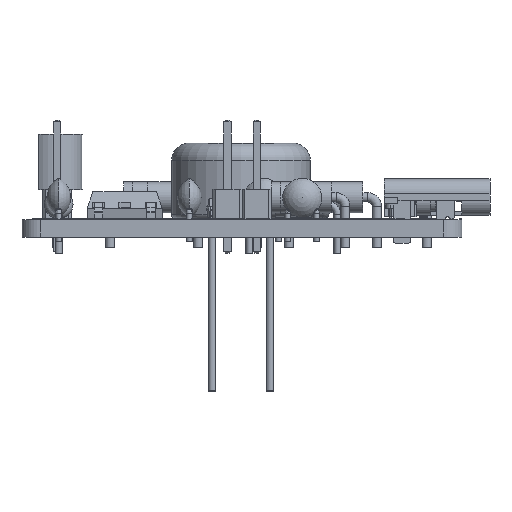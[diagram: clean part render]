
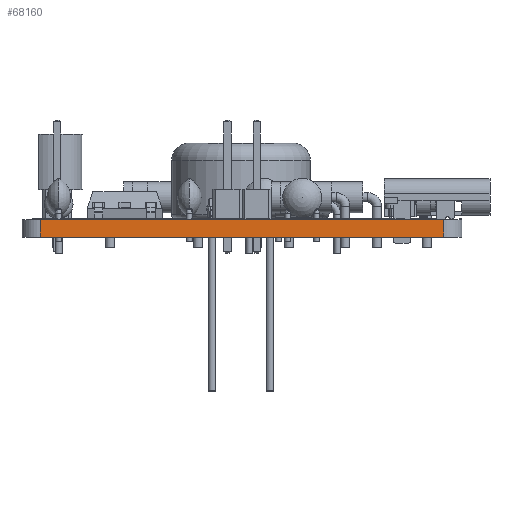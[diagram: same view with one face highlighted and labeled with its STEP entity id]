
A CAD part, front view. The second image highlights one B-rep face of the part: STEP entity #68160.
In plain terms, the highlighted planar face has unit normal (0, -1, 0).
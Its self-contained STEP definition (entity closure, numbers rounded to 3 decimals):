
#65655 = VERTEX_POINT('',#65656);
#65656 = CARTESIAN_POINT('',(141.288,-127.,0.));
#65663 = EDGE_CURVE('',#65664,#65655,#65666,.T.);
#65664 = VERTEX_POINT('',#65665);
#65665 = CARTESIAN_POINT('',(176.213,-127.,0.));
#65666 = LINE('',#65667,#65668);
#65667 = CARTESIAN_POINT('',(176.213,-127.,0.));
#65668 = VECTOR('',#65669,1.);
#65669 = DIRECTION('',(-1.,0.,0.));
#66894 = VERTEX_POINT('',#66895);
#66895 = CARTESIAN_POINT('',(141.288,-127.,1.51));
#66902 = EDGE_CURVE('',#66903,#66894,#66905,.T.);
#66903 = VERTEX_POINT('',#66904);
#66904 = CARTESIAN_POINT('',(176.213,-127.,1.51));
#66905 = LINE('',#66906,#66907);
#66906 = CARTESIAN_POINT('',(176.213,-127.,1.51));
#66907 = VECTOR('',#66908,1.);
#66908 = DIRECTION('',(-1.,0.,0.));
#68132 = EDGE_CURVE('',#65664,#66903,#68133,.T.);
#68133 = LINE('',#68134,#68135);
#68134 = CARTESIAN_POINT('',(176.213,-127.,0.));
#68135 = VECTOR('',#68136,1.);
#68136 = DIRECTION('',(0.,0.,1.));
#68160 = ADVANCED_FACE('',(#68161),#68172,.T.);
#68161 = FACE_BOUND('',#68162,.T.);
#68162 = EDGE_LOOP('',(#68163,#68164,#68165,#68171));
#68163 = ORIENTED_EDGE('',*,*,#68132,.T.);
#68164 = ORIENTED_EDGE('',*,*,#66902,.T.);
#68165 = ORIENTED_EDGE('',*,*,#68166,.F.);
#68166 = EDGE_CURVE('',#65655,#66894,#68167,.T.);
#68167 = LINE('',#68168,#68169);
#68168 = CARTESIAN_POINT('',(141.288,-127.,0.));
#68169 = VECTOR('',#68170,1.);
#68170 = DIRECTION('',(0.,0.,1.));
#68171 = ORIENTED_EDGE('',*,*,#65663,.F.);
#68172 = PLANE('',#68173);
#68173 = AXIS2_PLACEMENT_3D('',#68174,#68175,#68176);
#68174 = CARTESIAN_POINT('',(176.213,-127.,0.));
#68175 = DIRECTION('',(0.,-1.,0.));
#68176 = DIRECTION('',(-1.,0.,0.));
